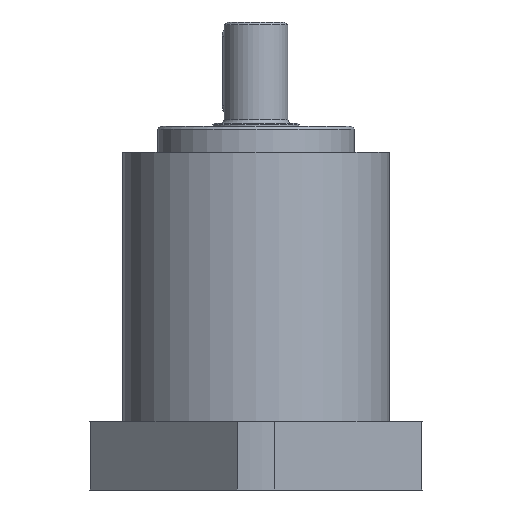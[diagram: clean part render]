
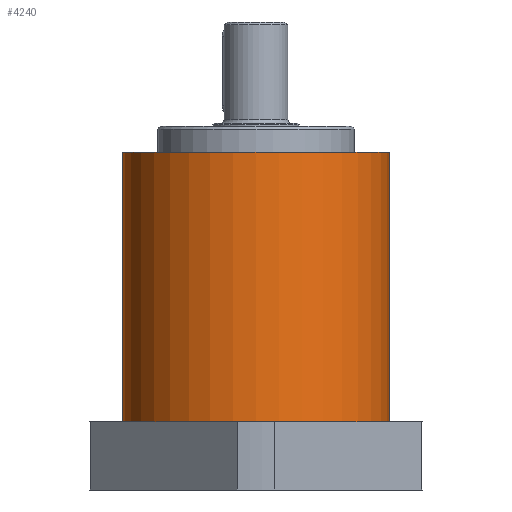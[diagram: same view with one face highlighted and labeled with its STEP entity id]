
A CAD part, front view. The second image highlights one B-rep face of the part: STEP entity #4240.
In plain terms, the highlighted cylindrical face has radius 46 mm (diameter 92 mm), a full revolution.
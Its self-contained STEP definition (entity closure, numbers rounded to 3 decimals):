
#4213=CARTESIAN_POINT('',(0.0,0.0,0.0));
#4214=DIRECTION('',(0.0,0.0,1.0));
#4215=DIRECTION('',(-1.0,0.0,0.0));
#4216=AXIS2_PLACEMENT_3D('',#4213,#4214,#4215);
#4217=CYLINDRICAL_SURFACE('',#4216,46.);
#4218=CARTESIAN_POINT('',(46.,0.,93.0));
#4219=VERTEX_POINT('',#4218);
#4220=CARTESIAN_POINT('',(0.0,0.0,93.0));
#4221=DIRECTION('',(0.0,0.0,-1.0));
#4222=DIRECTION('',(-1.0,0.0,0.0));
#4223=AXIS2_PLACEMENT_3D('',#4220,#4221,#4222);
#4224=CIRCLE('',#4223,46.);
#4225=EDGE_CURVE('',#4219,#4219,#4224,.T.);
#4226=ORIENTED_EDGE('',*,*,#4225,.T.);
#4227=EDGE_LOOP('',(#4226));
#4228=FACE_OUTER_BOUND('',#4227,.T.);
#4229=CARTESIAN_POINT('',(46.,0.,0.0));
#4230=VERTEX_POINT('',#4229);
#4231=CARTESIAN_POINT('',(0.0,0.0,0.0));
#4232=DIRECTION('',(0.0,0.0,-1.0));
#4233=DIRECTION('',(-1.0,0.0,0.0));
#4234=AXIS2_PLACEMENT_3D('',#4231,#4232,#4233);
#4235=CIRCLE('',#4234,46.);
#4236=EDGE_CURVE('',#4230,#4230,#4235,.T.);
#4237=ORIENTED_EDGE('',*,*,#4236,.F.);
#4238=EDGE_LOOP('',(#4237));
#4239=FACE_BOUND('',#4238,.T.);
#4240=ADVANCED_FACE('',(#4228,#4239),#4217,.T.);
